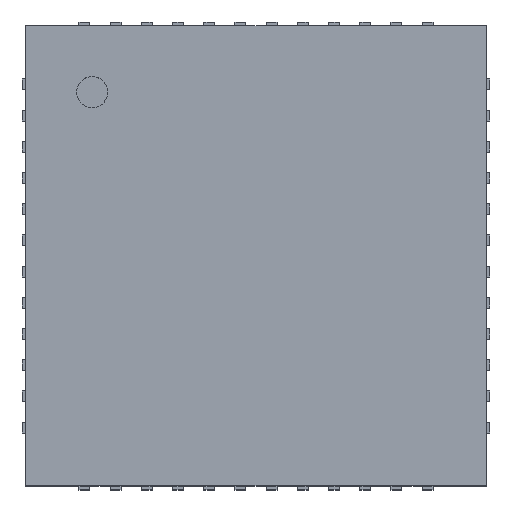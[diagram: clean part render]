
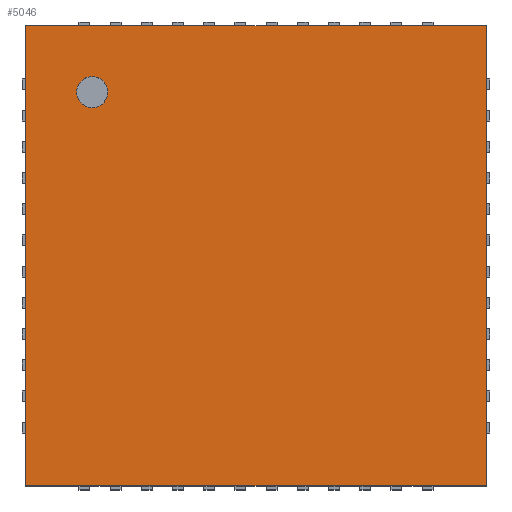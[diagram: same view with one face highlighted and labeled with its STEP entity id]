
A CAD part, top view. The second image highlights one B-rep face of the part: STEP entity #5046.
In plain terms, the highlighted planar face has unit normal (0, 0, 1).
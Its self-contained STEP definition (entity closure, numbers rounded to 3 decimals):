
#13=DIRECTION('',(0.,0.,1.));
#27=VECTOR('',#28,1.);
#28=DIRECTION('',(0.,-1.,0.));
#34=VECTOR('',#35,1.);
#35=DIRECTION('',(1.,0.,0.));
#1260=ORIENTED_EDGE('',*,*,#1261,.F.);
#1261=EDGE_CURVE('',#1262,#1264,#1266,.T.);
#1262=VERTEX_POINT('',#1263);
#1263=CARTESIAN_POINT('',(-2.95,2.95,1.1));
#1264=VERTEX_POINT('',#1265);
#1265=CARTESIAN_POINT('',(2.95,2.95,1.1));
#1266=LINE('',#1263,#34);
#1288=DIRECTION('',(0.,0.,-1.));
#1487=ORIENTED_EDGE('',*,*,#1488,.T.);
#1488=EDGE_CURVE('',#1262,#1489,#1491,.T.);
#1489=VERTEX_POINT('',#1490);
#1490=CARTESIAN_POINT('',(-2.95,-2.95,1.1));
#1491=LINE('',#1263,#27);
#3199=EDGE_CURVE('',#1264,#3200,#3202,.T.);
#3200=VERTEX_POINT('',#3201);
#3201=CARTESIAN_POINT('',(2.95,-2.95,1.1));
#3202=LINE('',#1265,#27);
#3405=EDGE_CURVE('',#1489,#3200,#3406,.T.);
#3406=LINE('',#1490,#34);
#5046=ADVANCED_FACE('',(#5047,#5051),#5060,.T.);
#5047=FACE_BOUND('',#5048,.T.);
#5048=EDGE_LOOP('',(#1260,#1487,#5049,#5050));
#5049=ORIENTED_EDGE('',*,*,#3405,.T.);
#5050=ORIENTED_EDGE('',*,*,#3199,.F.);
#5051=FACE_BOUND('',#5052,.T.);
#5052=EDGE_LOOP('',(#5053));
#5053=ORIENTED_EDGE('',*,*,#5054,.T.);
#5054=EDGE_CURVE('',#5055,#5055,#5057,.T.);
#5055=VERTEX_POINT('',#5056);
#5056=CARTESIAN_POINT('',(-2.1,1.9,1.1));
#5057=CIRCLE('',#5058,0.2);
#5058=AXIS2_PLACEMENT_3D('',#5059,#1288,#28);
#5059=CARTESIAN_POINT('',(-2.1,2.1,1.1));
#5060=PLANE('',#5061);
#5061=AXIS2_PLACEMENT_3D('',#1263,#13,#28);
